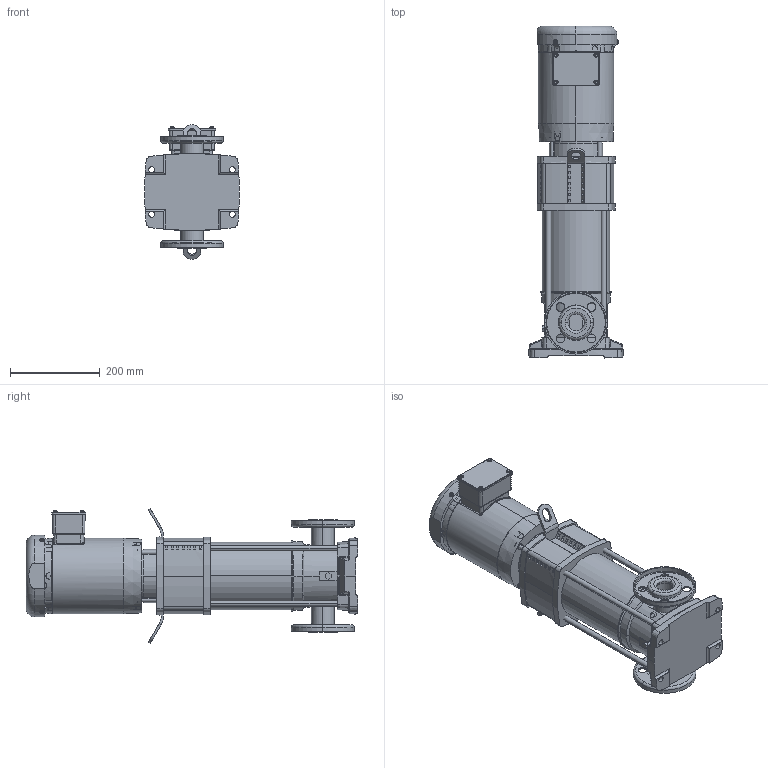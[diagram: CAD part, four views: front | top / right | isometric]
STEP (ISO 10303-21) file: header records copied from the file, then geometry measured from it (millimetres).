
FILE_DESCRIPTION (( 'STEP AP203' ), '1' );
FILE_NAME ('HELIX V30-03_575V.step', '2017-10-26T17:53:27', ( '' ), ( '' ), 'SwSTEP 2.0', 'SolidWorks 2017', '' );
FILE_SCHEMA (( 'CONFIG_CONTROL_DESIGN' ));
Length unit declared in the file: inch
Products named in the file (6): HELIX V30-03_575V; Helix Base 10-30; socket head cap screw_ai_HX-SHCS 0.375-16x1.75x1.25-N; HELIX V30-03_2; ANSI Flange 1.25 IN; BALDOR NEMA V2 1.5HP
Assembly tree (9 placements, depth 2):
  HELIX V30-03_575V
    HELIX V30-03_2
    BALDOR NEMA V2 1.5HP
    ANSI Flange 1.25 IN  x2
    Helix Base 10-30
    socket head cap screw_ai_HX-SHCS 0.375-16x1.75x1.25-N  x4
Bounding box: 211.48 x 740.78 x 300 mm (x, y, z)
Volume: 14368716.5 mm3; surface area: 979352 mm2
Topology: 21 solids, 21 shells, 1186 faces, 2995 edges, 1904 vertices
Faces by surface type: plane 597, cylinder 261, cone 151, torus 95, sphere 50, bspline 32
Entity records: 36349 total; most frequent: CARTESIAN_POINT 9534, DIRECTION 5521, ORIENTED_EDGE 5414, EDGE_CURVE 2707, AXIS2_PLACEMENT_3D 2070, VERTEX_POINT 1739, LINE 1381, VECTOR 1381
